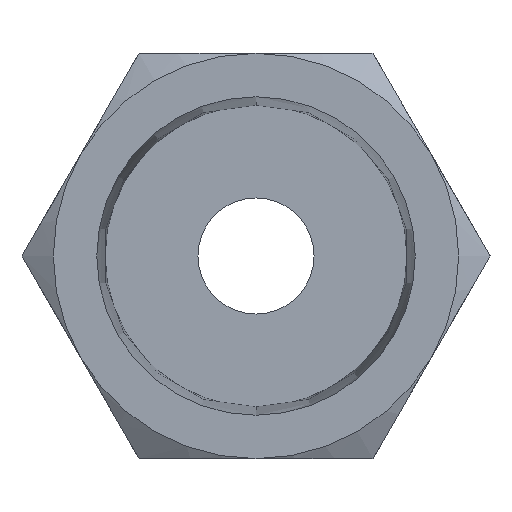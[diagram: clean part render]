
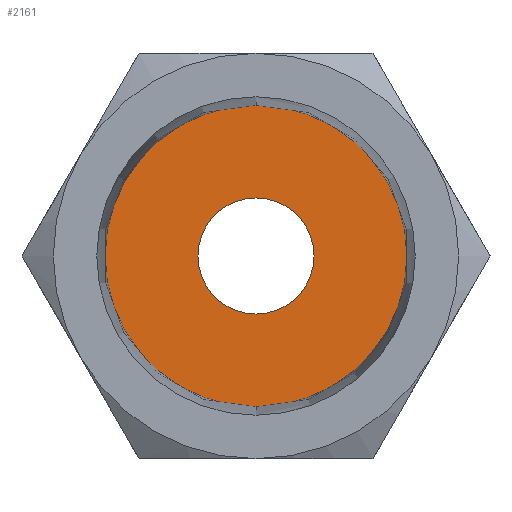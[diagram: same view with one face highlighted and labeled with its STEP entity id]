
A CAD part, front view. The second image highlights one B-rep face of the part: STEP entity #2161.
In plain terms, the highlighted planar face has unit normal (0, -1, 0).
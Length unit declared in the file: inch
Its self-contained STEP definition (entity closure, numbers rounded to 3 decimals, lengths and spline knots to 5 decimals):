
#52 = FACE_BOUND ( 'NONE', #2035, .T. ) ;
#128 = EDGE_CURVE ( 'NONE', #1181, #2605, #2913, .T. ) ;
#391 = CARTESIAN_POINT ( 'NONE',  ( 0., 0.45276, -0.25585 ) ) ;
#406 = DIRECTION ( 'NONE',  ( 0., 1., 0. ) ) ;
#451 = ORIENTED_EDGE ( 'NONE', *, *, #1647, .T. ) ;
#565 = CARTESIAN_POINT ( 'NONE',  ( 0., 0.45276, 0. ) ) ;
#580 = DIRECTION ( 'NONE',  ( 0., -1., 0. ) ) ;
#589 = ORIENTED_EDGE ( 'NONE', *, *, #128, .T. ) ;
#596 = EDGE_CURVE ( 'NONE', #2605, #1181, #1285, .T. ) ;
#597 = CARTESIAN_POINT ( 'NONE',  ( 0., 0.45276, 0. ) ) ;
#628 = FACE_OUTER_BOUND ( 'NONE', #2180, .T. ) ;
#630 = AXIS2_PLACEMENT_3D ( 'NONE', #1852, #406, #2091 ) ;
#812 = DIRECTION ( 'NONE',  ( 0., 0., 1. ) ) ;
#860 = CARTESIAN_POINT ( 'NONE',  ( 0., 0.45276, 0.09843 ) ) ;
#913 = VERTEX_POINT ( 'NONE', #1483 ) ;
#987 = ORIENTED_EDGE ( 'NONE', *, *, #1980, .T. ) ;
#1109 = CARTESIAN_POINT ( 'NONE',  ( -0.17714, 0.45276, 0. ) ) ;
#1181 = VERTEX_POINT ( 'NONE', #1226 ) ;
#1226 = CARTESIAN_POINT ( 'NONE',  ( 0., 0.45276, 0.25585 ) ) ;
#1285 = CIRCLE ( 'NONE', #2185, 0.25585 ) ;
#1347 = DIRECTION ( 'NONE',  ( 0., 0., -1. ) ) ;
#1483 = CARTESIAN_POINT ( 'NONE',  ( 0., 0.45276, -0.09843 ) ) ;
#1642 = VERTEX_POINT ( 'NONE', #860 ) ;
#1647 = EDGE_CURVE ( 'NONE', #1642, #913, #2970, .T. ) ;
#1724 = DIRECTION ( 'NONE',  ( 0., 0., -1. ) ) ;
#1852 = CARTESIAN_POINT ( 'NONE',  ( 0., 0.45276, 0. ) ) ;
#1884 = AXIS2_PLACEMENT_3D ( 'NONE', #2806, #2734, #2938 ) ;
#1916 = AXIS2_PLACEMENT_3D ( 'NONE', #1109, #2777, #1347 ) ;
#1924 = ORIENTED_EDGE ( 'NONE', *, *, #596, .T. ) ;
#1980 = EDGE_CURVE ( 'NONE', #913, #1642, #2069, .T. ) ;
#2035 = EDGE_LOOP ( 'NONE', ( #451, #987 ) ) ;
#2069 = CIRCLE ( 'NONE', #3048, 0.09843 ) ;
#2091 = DIRECTION ( 'NONE',  ( 0., 0., 1. ) ) ;
#2161 = ADVANCED_FACE ( 'NONE', ( #52, #628 ), #2298, .T. ) ;
#2180 = EDGE_LOOP ( 'NONE', ( #1924, #589 ) ) ;
#2185 = AXIS2_PLACEMENT_3D ( 'NONE', #597, #580, #1724 ) ;
#2267 = DIRECTION ( 'NONE',  ( 0., 1., 0. ) ) ;
#2298 = PLANE ( 'NONE',  #1916 ) ;
#2605 = VERTEX_POINT ( 'NONE', #391 ) ;
#2734 = DIRECTION ( 'NONE',  ( 0., -1., 0. ) ) ;
#2777 = DIRECTION ( 'NONE',  ( 0., -1., 0. ) ) ;
#2806 = CARTESIAN_POINT ( 'NONE',  ( 0., 0.45276, 0. ) ) ;
#2913 = CIRCLE ( 'NONE', #1884, 0.25585 ) ;
#2938 = DIRECTION ( 'NONE',  ( 0., 0., -1. ) ) ;
#2970 = CIRCLE ( 'NONE', #630, 0.09843 ) ;
#3048 = AXIS2_PLACEMENT_3D ( 'NONE', #565, #2267, #812 ) ;
